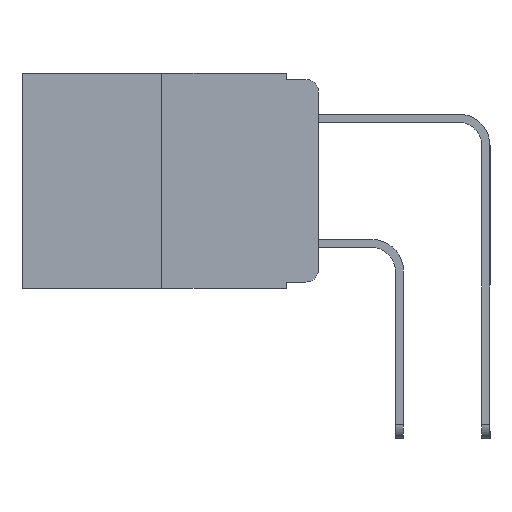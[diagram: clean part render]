
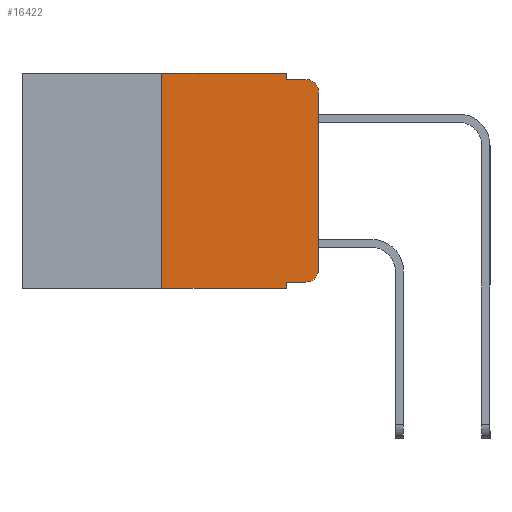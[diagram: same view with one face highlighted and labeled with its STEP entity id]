
A CAD part, left-side view. The second image highlights one B-rep face of the part: STEP entity #16422.
In plain terms, the highlighted planar face has unit normal (-1, 0, 0).
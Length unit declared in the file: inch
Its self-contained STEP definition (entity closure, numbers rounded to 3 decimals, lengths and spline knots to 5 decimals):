
#73 = EDGE_CURVE ( 'NONE', #1563, #11079, #18240, .T. ) ;
#227 = VERTEX_POINT ( 'NONE', #16662 ) ;
#386 = VERTEX_POINT ( 'NONE', #1853 ) ;
#1085 = CARTESIAN_POINT ( 'NONE',  ( 0., 0.051, -0.333 ) ) ;
#1183 = LINE ( 'NONE', #7138, #13922 ) ;
#1563 = VERTEX_POINT ( 'NONE', #9452 ) ;
#1573 = CARTESIAN_POINT ( 'NONE',  ( 0., 0.25, -0.343 ) ) ;
#1641 = VERTEX_POINT ( 'NONE', #7355 ) ;
#1853 = CARTESIAN_POINT ( 'NONE',  ( 0., 0., -0.313 ) ) ;
#2013 = EDGE_CURVE ( 'NONE', #8925, #17493, #15332, .T. ) ;
#2115 = VERTEX_POINT ( 'NONE', #10885 ) ;
#2676 = DIRECTION ( 'NONE',  ( 0., -1., 0. ) ) ;
#2719 = CARTESIAN_POINT ( 'NONE',  ( 0., 0.051, 0. ) ) ;
#3214 = LINE ( 'NONE', #15357, #8517 ) ;
#3381 = EDGE_CURVE ( 'NONE', #227, #17493, #4173, .T. ) ;
#3875 = ORIENTED_EDGE ( 'NONE', *, *, #16388, .T. ) ;
#3960 = AXIS2_PLACEMENT_3D ( 'NONE', #7267, #18122, #8873 ) ;
#4142 = DIRECTION ( 'NONE',  ( 0., -1., 0. ) ) ;
#4149 = ORIENTED_EDGE ( 'NONE', *, *, #4488, .F. ) ;
#4173 = LINE ( 'NONE', #2719, #20283 ) ;
#4185 = CIRCLE ( 'NONE', #5078, 0.02 ) ;
#4283 = DIRECTION ( 'NONE',  ( 0., 0., -1. ) ) ;
#4488 = EDGE_CURVE ( 'NONE', #8925, #9644, #19351, .T. ) ;
#4611 = VECTOR ( 'NONE', #12286, 39.37008 ) ;
#4923 = DIRECTION ( 'NONE',  ( -1., 0., 0. ) ) ;
#4926 = CARTESIAN_POINT ( 'NONE',  ( 0., 0., -0.03 ) ) ;
#5078 = AXIS2_PLACEMENT_3D ( 'NONE', #14350, #4923, #15893 ) ;
#5850 = VECTOR ( 'NONE', #4283, 39.37008 ) ;
#5854 = CARTESIAN_POINT ( 'NONE',  ( 0., 0.473, -0.343 ) ) ;
#6007 = EDGE_CURVE ( 'NONE', #13314, #2115, #4185, .T. ) ;
#7138 = CARTESIAN_POINT ( 'NONE',  ( 0., 0., 0. ) ) ;
#7267 = CARTESIAN_POINT ( 'NONE',  ( 0., 0.473, 0. ) ) ;
#7355 = CARTESIAN_POINT ( 'NONE',  ( 0., 0.02, -0.333 ) ) ;
#7404 = ORIENTED_EDGE ( 'NONE', *, *, #10369, .F. ) ;
#7665 = ORIENTED_EDGE ( 'NONE', *, *, #17924, .T. ) ;
#7910 = DIRECTION ( 'NONE',  ( -1., 0., 0. ) ) ;
#8219 = EDGE_CURVE ( 'NONE', #227, #1641, #8842, .T. ) ;
#8265 = FACE_OUTER_BOUND ( 'NONE', #12429, .T. ) ;
#8517 = VECTOR ( 'NONE', #2676, 39.37008 ) ;
#8842 = LINE ( 'NONE', #1085, #4611 ) ;
#8873 = DIRECTION ( 'NONE',  ( 0., 0., -1. ) ) ;
#8925 = VERTEX_POINT ( 'NONE', #1573 ) ;
#9452 = CARTESIAN_POINT ( 'NONE',  ( 0., 0.051, 0. ) ) ;
#9644 = VERTEX_POINT ( 'NONE', #15108 ) ;
#10369 = EDGE_CURVE ( 'NONE', #9644, #1563, #3214, .T. ) ;
#10521 = AXIS2_PLACEMENT_3D ( 'NONE', #17222, #7910, #18743 ) ;
#10885 = CARTESIAN_POINT ( 'NONE',  ( 0., 0.02, -0.01 ) ) ;
#11079 = VERTEX_POINT ( 'NONE', #13991 ) ;
#11187 = VECTOR ( 'NONE', #15418, 39.37008 ) ;
#11382 = CARTESIAN_POINT ( 'NONE',  ( 0., 0.051, 0. ) ) ;
#11892 = DIRECTION ( 'NONE',  ( 0., 0., 1. ) ) ;
#12025 = VECTOR ( 'NONE', #12284, 39.37008 ) ;
#12271 = DIRECTION ( 'NONE',  ( 0., 0., -1. ) ) ;
#12284 = DIRECTION ( 'NONE',  ( 0., -1., 0. ) ) ;
#12286 = DIRECTION ( 'NONE',  ( 0., -1., 0. ) ) ;
#12429 = EDGE_LOOP ( 'NONE', ( #3875, #16910, #17853, #18311, #7404, #4149, #13574, #17619, #14069, #7665 ) ) ;
#13314 = VERTEX_POINT ( 'NONE', #4926 ) ;
#13574 = ORIENTED_EDGE ( 'NONE', *, *, #2013, .T. ) ;
#13878 = CARTESIAN_POINT ( 'NONE',  ( 0., 0.25, 0. ) ) ;
#13922 = VECTOR ( 'NONE', #11892, 39.37008 ) ;
#13991 = CARTESIAN_POINT ( 'NONE',  ( 0., 0.051, -0.01 ) ) ;
#14069 = ORIENTED_EDGE ( 'NONE', *, *, #8219, .T. ) ;
#14350 = CARTESIAN_POINT ( 'NONE',  ( 0., 0.02, -0.03 ) ) ;
#14835 = VECTOR ( 'NONE', #4142, 39.37008 ) ;
#15082 = PLANE ( 'NONE',  #3960 ) ;
#15108 = CARTESIAN_POINT ( 'NONE',  ( 0., 0.25, 0. ) ) ;
#15332 = LINE ( 'NONE', #5854, #14835 ) ;
#15357 = CARTESIAN_POINT ( 'NONE',  ( 0., 0.473, 0. ) ) ;
#15418 = DIRECTION ( 'NONE',  ( 0., 0., 1. ) ) ;
#15434 = CIRCLE ( 'NONE', #10521, 0.02 ) ;
#15893 = DIRECTION ( 'NONE',  ( 0., 0., -1. ) ) ;
#16388 = EDGE_CURVE ( 'NONE', #386, #13314, #1183, .T. ) ;
#16422 = ADVANCED_FACE ( 'NONE', ( #8265 ), #15082, .F. ) ;
#16606 = LINE ( 'NONE', #19926, #12025 ) ;
#16662 = CARTESIAN_POINT ( 'NONE',  ( 0., 0.051, -0.333 ) ) ;
#16910 = ORIENTED_EDGE ( 'NONE', *, *, #6007, .T. ) ;
#17222 = CARTESIAN_POINT ( 'NONE',  ( 0., 0.02, -0.313 ) ) ;
#17493 = VERTEX_POINT ( 'NONE', #17626 ) ;
#17619 = ORIENTED_EDGE ( 'NONE', *, *, #3381, .F. ) ;
#17626 = CARTESIAN_POINT ( 'NONE',  ( 0., 0.051, -0.343 ) ) ;
#17853 = ORIENTED_EDGE ( 'NONE', *, *, #18064, .F. ) ;
#17924 = EDGE_CURVE ( 'NONE', #1641, #386, #15434, .T. ) ;
#18064 = EDGE_CURVE ( 'NONE', #11079, #2115, #16606, .T. ) ;
#18122 = DIRECTION ( 'NONE',  ( 1., 0., 0. ) ) ;
#18240 = LINE ( 'NONE', #11382, #5850 ) ;
#18311 = ORIENTED_EDGE ( 'NONE', *, *, #73, .F. ) ;
#18743 = DIRECTION ( 'NONE',  ( 0., 0., -1. ) ) ;
#19351 = LINE ( 'NONE', #13878, #11187 ) ;
#19926 = CARTESIAN_POINT ( 'NONE',  ( 0., 0.051, -0.01 ) ) ;
#20283 = VECTOR ( 'NONE', #12271, 39.37008 ) ;
